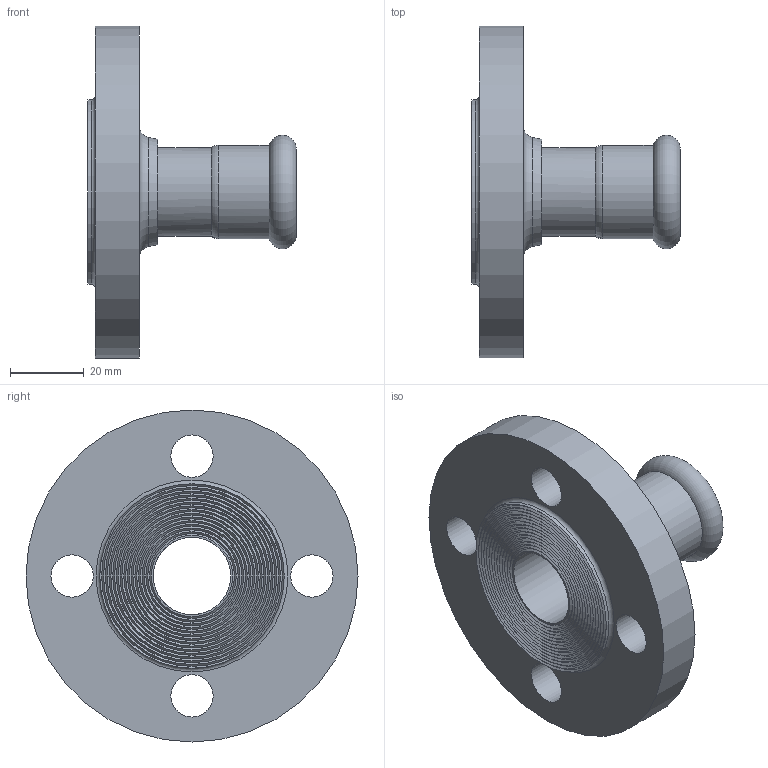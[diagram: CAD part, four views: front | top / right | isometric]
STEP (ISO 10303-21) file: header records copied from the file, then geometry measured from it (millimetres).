
FILE_DESCRIPTION(/* description */ ('MANICOTTO Ø22 CON FLANGIA PN6'),/* implementation_level */ '2;1');
FILE_NAME(/* name */ '193022002_Inoxpres.stp',/* time_stamp */ '2022-10-12T13:42:20+02:00',/* author */ ('Vault'),/* organization */ ('Raccorderie metalliche s.p.a. '),/* preprocessor_version */ 'ST-DEVELOPER v18.1',/* originating_system */ 'Autodesk Inventor 2020',/* authorisation */ 'Raccorderie metalliche s.p.a. ');
FILE_SCHEMA (('AUTOMOTIVE_DESIGN { 1 0 10303 214 3 1 1 }'));
Length unit declared in the file: millimetre
Products named in the file (1): 193022002_Inoxpres
Bounding box: 56.5 x 90 x 90 mm (x, y, z)
Volume: 77185.2 mm3; surface area: 24566.1 mm2
Topology: 1 solids, 1 shells, 53 faces, 170 edges, 121 vertices
Faces by surface type: cone 30, cylinder 12, torus 7, plane 4
Full cylindrical faces by diameter (mm): 11.5 x4, 21 x1, 22.3 x1, 22.9 x2, 24 x1, 25.3 x1, 50 x1, 90 x1
Entity records: 2057 total; most frequent: DIRECTION 406, CARTESIAN_POINT 345, ORIENTED_EDGE 340, AXIS2_PLACEMENT_3D 182, EDGE_CURVE 170, CIRCLE 128, VERTEX_POINT 121, EDGE_LOOP 65
